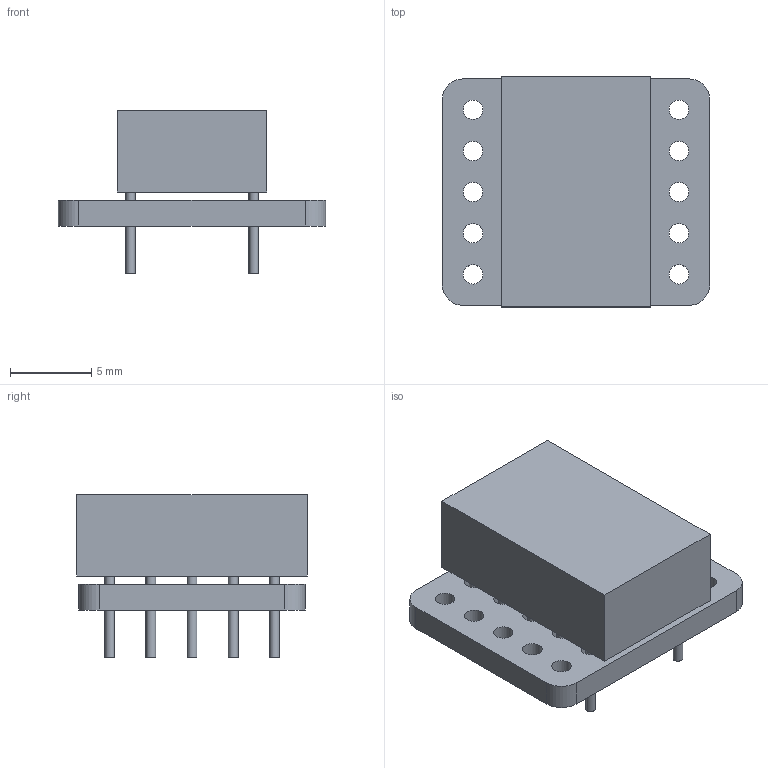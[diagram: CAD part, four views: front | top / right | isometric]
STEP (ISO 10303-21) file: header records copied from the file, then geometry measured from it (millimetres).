
FILE_DESCRIPTION(('FreeCAD Model'),'2;1');
FILE_NAME('PCBA_RELAY_sp.step','2019-02-07T16:05:56',( 'kicad StepUp'),('ksu MCAD'),'Open CASCADE STEP processor 7.2', 'FreeCAD','Unknown');
FILE_SCHEMA(('AUTOMOTIVE_DESIGN { 1 0 10303 214 1 1 1 1 }'));
Length unit declared in the file: millimetre
Products named in the file (1): PCBA_RELAY_sp
Bounding box: 16.51 x 14.2 x 10 mm (x, y, z)
Volume: 998 mm3; surface area: 1217.5 mm2
Topology: 2 solids, 2 shells, 56 faces, 126 edges, 84 vertices
Faces by surface type: cylinder 34, plane 22
Full cylindrical faces by diameter (mm): 0.6 x10, 1.2 x20
Entity records: 2082 total; most frequent: DIRECTION 308, CARTESIAN_POINT 267, ORIENTED_EDGE 252, EDGE_CURVE 126, AXIS2_PLACEMENT_3D 125, FACE_BOUND 106, EDGE_LOOP 106, VERTEX_POINT 84
